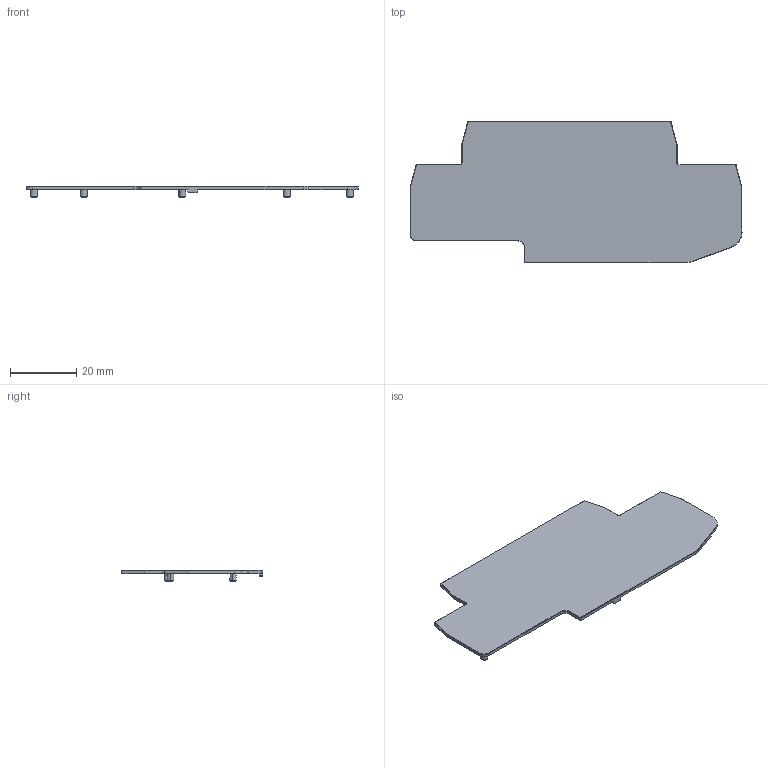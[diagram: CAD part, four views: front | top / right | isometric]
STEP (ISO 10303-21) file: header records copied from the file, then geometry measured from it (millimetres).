
FILE_DESCRIPTION (( 'STEP AP203' ), '1' );
FILE_NAME ('KN-PEC25-10-25.step', '2025-04-29T14:27:39', ( '' ), ( '' ), 'SwSTEP 2.0', 'SolidWorks 2024', '' );
FILE_SCHEMA (( 'CONFIG_CONTROL_DESIGN' ));
Length unit declared in the file: inch
Products named in the file (1): KN-PEC25-10-25
Bounding box: 100.3 x 42.62 x 3.5 mm (x, y, z)
Volume: 3557.7 mm3; surface area: 7391.8 mm2
Topology: 1 solids, 1 shells, 92 faces, 244 edges, 160 vertices
Faces by surface type: plane 44, cylinder 28, cone 20
Entity records: 2951 total; most frequent: DIRECTION 518, CARTESIAN_POINT 497, ORIENTED_EDGE 488, EDGE_CURVE 244, AXIS2_PLACEMENT_3D 181, VERTEX_POINT 160, LINE 156, VECTOR 156
